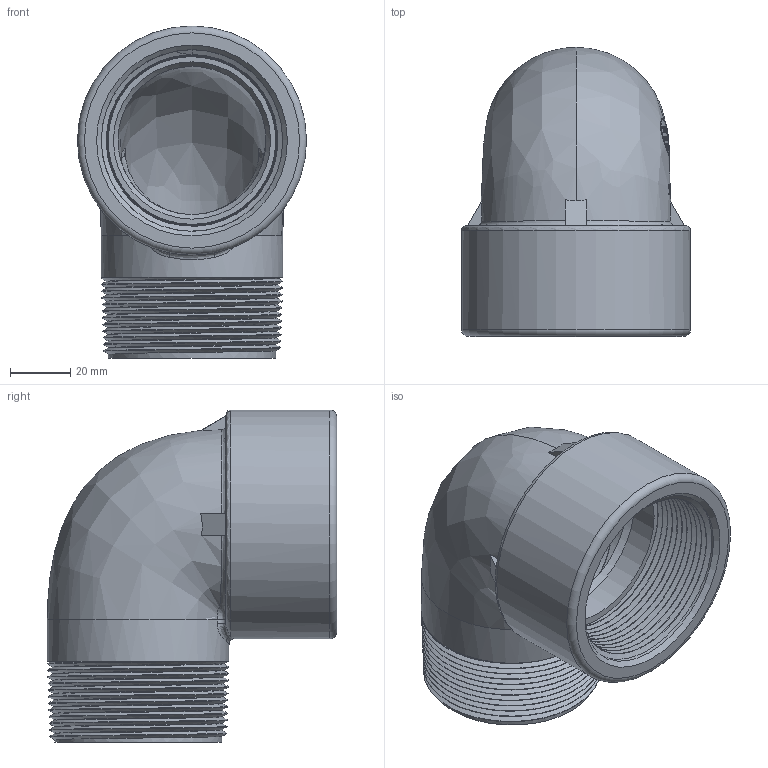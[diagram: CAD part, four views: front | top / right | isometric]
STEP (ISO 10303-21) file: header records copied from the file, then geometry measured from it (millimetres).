
FILE_DESCRIPTION(/* description */ (''),/* implementation_level */ '2;1');
FILE_NAME(/* name */ 'SL200-90.stp',/* time_stamp */ '2013-10-24T08:19:36-04:00',/* author */ ('DTruax'),/* organization */ (''),/* preprocessor_version */ 'ST-DEVELOPER v15.2',/* originating_system */ 'Autodesk Inventor 2014',/* authorisation */ '');
FILE_SCHEMA (('AUTOMOTIVE_DESIGN { 1 0 10303 214 3 1 1 }'));
Length unit declared in the file: inch
Products named in the file (1): SL200-90
Bounding box: 76.2 x 96.27 x 110.49 mm (x, y, z)
Volume: 186023.5 mm3; surface area: 56809.7 mm2
Topology: 1 solids, 1 shells, 399 faces, 1057 edges, 696 vertices
Faces by surface type: bspline 186, plane 174, cone 27, cylinder 9, torus 3
Full cylindrical faces by diameter (mm): 45.212 x1, 52.324 x1, 60.452 x1, 76.2 x1
Entity records: 21834 total; most frequent: CARTESIAN_POINT 14355, ORIENTED_EDGE 1958, EDGE_CURVE 979, DIRECTION 745, VERTEX_POINT 653, B_SPLINE_CURVE_WITH_KNOTS 648, EDGE_LOOP 430, ADVANCED_FACE 378
